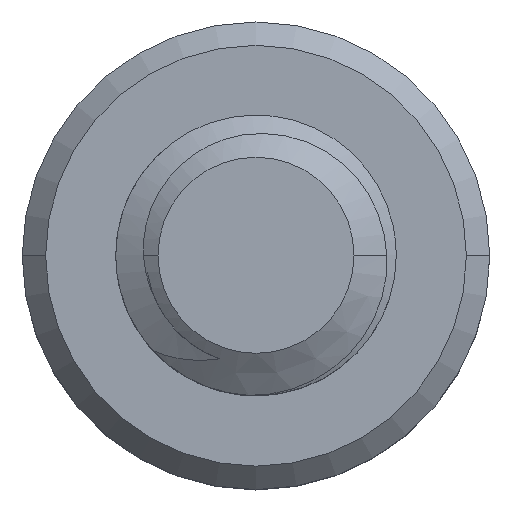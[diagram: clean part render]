
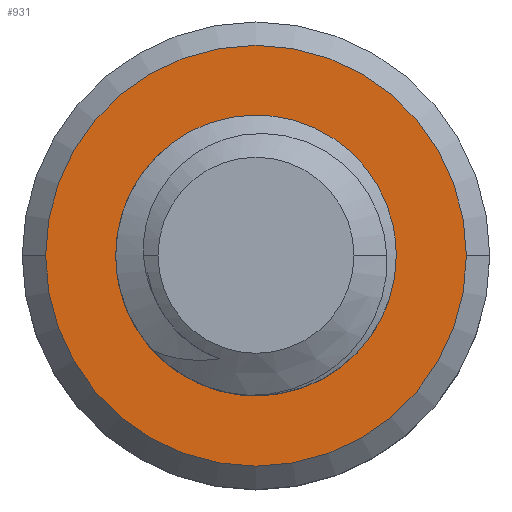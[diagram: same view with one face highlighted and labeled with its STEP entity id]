
A CAD part, top view. The second image highlights one B-rep face of the part: STEP entity #931.
In plain terms, the highlighted planar face has unit normal (0, 0, 1).
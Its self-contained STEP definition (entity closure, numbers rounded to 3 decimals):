
#18 = CARTESIAN_POINT ( 'NONE',  ( -2.724, 0.975, -6. ) ) ;
#50 = CIRCLE ( 'NONE', #559, 4.5 ) ;
#75 = ORIENTED_EDGE ( 'NONE', *, *, #1483, .T. ) ;
#93 = CARTESIAN_POINT ( 'NONE',  ( 1.023, 2.73, -6. ) ) ;
#100 = CARTESIAN_POINT ( 'NONE',  ( 2.583, 0.156, -6. ) ) ;
#161 = DIRECTION ( 'NONE',  ( 0., 0., 1. ) ) ;
#168 = EDGE_CURVE ( 'NONE', #1516, #2244, #1426, .T. ) ;
#172 = ORIENTED_EDGE ( 'NONE', *, *, #168, .T. ) ;
#174 = DIRECTION ( 'NONE',  ( 1., 0., 0. ) ) ;
#181 = CARTESIAN_POINT ( 'NONE',  ( -1.954, -1.703, -6. ) ) ;
#192 = CARTESIAN_POINT ( 'NONE',  ( 0., 0., -6. ) ) ;
#275 = CARTESIAN_POINT ( 'NONE',  ( 1.574, 2.365, -6. ) ) ;
#286 = CARTESIAN_POINT ( 'NONE',  ( 2.532, -0.24, -6. ) ) ;
#306 = VERTEX_POINT ( 'NONE', #2236 ) ;
#342 = ORIENTED_EDGE ( 'NONE', *, *, #832, .T. ) ;
#382 = CARTESIAN_POINT ( 'NONE',  ( -2.419, 1.711, -6. ) ) ;
#388 = DIRECTION ( 'NONE',  ( -1., 0., 0. ) ) ;
#467 = AXIS2_PLACEMENT_3D ( 'NONE', #2415, #1283, #174 ) ;
#469 = CARTESIAN_POINT ( 'NONE',  ( 1.863, 2.09, -6. ) ) ;
#475 = CARTESIAN_POINT ( 'NONE',  ( 2.42, -0.621, -6. ) ) ;
#514 = CARTESIAN_POINT ( 'NONE',  ( 1.647, -1.677, -6. ) ) ;
#559 = AXIS2_PLACEMENT_3D ( 'NONE', #1696, #590, #1889 ) ;
#565 = CARTESIAN_POINT ( 'NONE',  ( -2.102, 2.141, -6. ) ) ;
#573 = CARTESIAN_POINT ( 'NONE',  ( -2.505, -0.962, -6. ) ) ;
#590 = DIRECTION ( 'NONE',  ( 0., 0., 1. ) ) ;
#632 = CIRCLE ( 'NONE', #1324, 3. ) ;
#645 = CARTESIAN_POINT ( 'NONE',  ( 2.189, 1.676, -6. ) ) ;
#660 = CARTESIAN_POINT ( 'NONE',  ( 2.251, -0.981, -6. ) ) ;
#743 = CARTESIAN_POINT ( 'NONE',  ( 0., -2.35, -6. ) ) ;
#767 = CARTESIAN_POINT ( 'NONE',  ( -2.659, -0.593, -6. ) ) ;
#808 = ORIENTED_EDGE ( 'NONE', *, *, #1312, .F. ) ;
#832 = EDGE_CURVE ( 'NONE', #1049, #2269, #50, .T. ) ;
#836 = CARTESIAN_POINT ( 'NONE',  ( 0., 3., -6. ) ) ;
#845 = CARTESIAN_POINT ( 'NONE',  ( 2.463, 1.071, -6. ) ) ;
#854 = CARTESIAN_POINT ( 'NONE',  ( 1.859, -1.513, -6. ) ) ;
#923 = CARTESIAN_POINT ( 'NONE',  ( -0.53, -2.364, -6. ) ) ;
#931 = ADVANCED_FACE ( 'NONE', ( #1553, #2044 ), #1904, .F. ) ;
#949 = CARTESIAN_POINT ( 'NONE',  ( -2.757, -0.209, -6. ) ) ;
#952 = CARTESIAN_POINT ( 'NONE',  ( -2.102, 2.141, -6. ) ) ;
#978 = DIRECTION ( 'NONE',  ( -1., 0., 0. ) ) ;
#1027 = CARTESIAN_POINT ( 'NONE',  ( 2.555, 0.685, -6. ) ) ;
#1036 = ORIENTED_EDGE ( 'NONE', *, *, #2116, .T. ) ;
#1049 = VERTEX_POINT ( 'NONE', #1407 ) ;
#1101 = AXIS2_PLACEMENT_3D ( 'NONE', #192, #1485, #388 ) ;
#1118 = CARTESIAN_POINT ( 'NONE',  ( -1.298, -2.154, -6. ) ) ;
#1138 = CARTESIAN_POINT ( 'NONE',  ( -2.806, 0.454, -6. ) ) ;
#1200 = CARTESIAN_POINT ( 'NONE',  ( 0.524, 2.919, -6. ) ) ;
#1212 = CARTESIAN_POINT ( 'NONE',  ( 2.586, 0.287, -6. ) ) ;
#1220 = CARTESIAN_POINT ( 'NONE',  ( 0., -2.35, -6. ) ) ;
#1268 = CARTESIAN_POINT ( 'NONE',  ( 0., 0., -6. ) ) ;
#1283 = DIRECTION ( 'NONE',  ( 0., 0., -1. ) ) ;
#1289 = CARTESIAN_POINT ( 'NONE',  ( -1.751, -1.873, -6. ) ) ;
#1312 = EDGE_CURVE ( 'NONE', #306, #2244, #632, .T. ) ;
#1313 = CARTESIAN_POINT ( 'NONE',  ( -2.644, 1.234, -6. ) ) ;
#1322 = CIRCLE ( 'NONE', #467, 2.35 ) ;
#1324 = AXIS2_PLACEMENT_3D ( 'NONE', #1268, #161, #1453 ) ;
#1380 = CARTESIAN_POINT ( 'NONE',  ( 1.255, 2.602, -6. ) ) ;
#1385 = CARTESIAN_POINT ( 'NONE',  ( 2.556, -0.107, -6. ) ) ;
#1407 = CARTESIAN_POINT ( 'NONE',  ( -4.5, 0., -6. ) ) ;
#1426 = B_SPLINE_CURVE_WITH_KNOTS ( 'NONE', 3,
 ( #743, #2041, #923, #2232, #1118, #2419, #1289, #181, #1471, #1797, #1940, #1683, #573, #1871, #767, #2068, #949, #2260, #1138, #18, #1313, #382, #1667, #565 ),
 .UNSPECIFIED., .F., .F.,
 ( 4, 2, 2, 2, 2, 2, 2, 2, 2, 2, 2, 4 ),
 ( 0., 0.001, 0.002, 0.002, 0.002, 0.003, 0.003, 0.004, 0.004, 0.005, 0.006, 0.006 ),
 .UNSPECIFIED. ) ;
#1453 = DIRECTION ( 'NONE',  ( 1., 0., 0. ) ) ;
#1471 = CARTESIAN_POINT ( 'NONE',  ( -2.048, -1.611, -6. ) ) ;
#1483 = EDGE_CURVE ( 'NONE', #306, #1606, #1712, .T. ) ;
#1485 = DIRECTION ( 'NONE',  ( 0., 0., 1. ) ) ;
#1514 = CARTESIAN_POINT ( 'NONE',  ( 0., 0., -6. ) ) ;
#1516 = VERTEX_POINT ( 'NONE', #1220 ) ;
#1553 = FACE_OUTER_BOUND ( 'NONE', #2065, .T. ) ;
#1567 = CARTESIAN_POINT ( 'NONE',  ( 1.675, 2.277, -6. ) ) ;
#1569 = EDGE_LOOP ( 'NONE', ( #808, #75, #1036, #172 ) ) ;
#1574 = CARTESIAN_POINT ( 'NONE',  ( 2.464, -0.497, -6. ) ) ;
#1606 = VERTEX_POINT ( 'NONE', #514 ) ;
#1667 = CARTESIAN_POINT ( 'NONE',  ( -2.274, 1.937, -6. ) ) ;
#1672 = ORIENTED_EDGE ( 'NONE', *, *, #2223, .T. ) ;
#1683 = CARTESIAN_POINT ( 'NONE',  ( -2.443, -1.078, -6. ) ) ;
#1696 = CARTESIAN_POINT ( 'NONE',  ( 0., 0., -6. ) ) ;
#1712 = B_SPLINE_CURVE_WITH_KNOTS ( 'NONE', 3,
 ( #836, #1944, #1200, #93, #1380, #275, #1567, #469, #1764, #645, #1949, #845, #2153, #1027, #2339, #1212, #100, #1385, #286, #1574, #475, #1770, #660, #1957, #854, #2162 ),
 .UNSPECIFIED., .F., .F.,
 ( 4, 2, 2, 2, 2, 2, 2, 2, 2, 2, 2, 2, 4 ),
 ( 0., 0.001, 0.002, 0.002, 0.002, 0.003, 0.004, 0.004, 0.004, 0.005, 0.005, 0.006, 0.006 ),
 .UNSPECIFIED. ) ;
#1764 = CARTESIAN_POINT ( 'NONE',  ( 1.95, 1.991, -6. ) ) ;
#1770 = CARTESIAN_POINT ( 'NONE',  ( 2.314, -0.863, -6. ) ) ;
#1797 = CARTESIAN_POINT ( 'NONE',  ( -2.222, -1.411, -6. ) ) ;
#1871 = CARTESIAN_POINT ( 'NONE',  ( -2.613, -0.719, -6. ) ) ;
#1883 = CARTESIAN_POINT ( 'NONE',  ( 4.5, 0., -6. ) ) ;
#1889 = DIRECTION ( 'NONE',  ( -1., 0., 0. ) ) ;
#1904 = PLANE ( 'NONE',  #2308 ) ;
#1940 = CARTESIAN_POINT ( 'NONE',  ( -2.302, -1.302, -6. ) ) ;
#1944 = CARTESIAN_POINT ( 'NONE',  ( 0.266, 2.978, -6. ) ) ;
#1949 = CARTESIAN_POINT ( 'NONE',  ( 2.322, 1.44, -6. ) ) ;
#1957 = CARTESIAN_POINT ( 'NONE',  ( 2.035, -1.317, -6. ) ) ;
#2041 = CARTESIAN_POINT ( 'NONE',  ( -0.266, -2.379, -6. ) ) ;
#2044 = FACE_BOUND ( 'NONE', #1569, .T. ) ;
#2065 = EDGE_LOOP ( 'NONE', ( #342, #1672 ) ) ;
#2068 = CARTESIAN_POINT ( 'NONE',  ( -2.73, -0.338, -6. ) ) ;
#2102 = CIRCLE ( 'NONE', #1101, 4.5 ) ;
#2103 = DIRECTION ( 'NONE',  ( 0., 0., -1. ) ) ;
#2116 = EDGE_CURVE ( 'NONE', #1606, #1516, #1322, .T. ) ;
#2153 = CARTESIAN_POINT ( 'NONE',  ( 2.5, 0.945, -6. ) ) ;
#2162 = CARTESIAN_POINT ( 'NONE',  ( 1.647, -1.677, -6. ) ) ;
#2223 = EDGE_CURVE ( 'NONE', #2269, #1049, #2102, .T. ) ;
#2232 = CARTESIAN_POINT ( 'NONE',  ( -1.051, -2.251, -6. ) ) ;
#2236 = CARTESIAN_POINT ( 'NONE',  ( 0., 3., -6. ) ) ;
#2244 = VERTEX_POINT ( 'NONE', #952 ) ;
#2260 = CARTESIAN_POINT ( 'NONE',  ( -2.809, 0.184, -6. ) ) ;
#2269 = VERTEX_POINT ( 'NONE', #1883 ) ;
#2308 = AXIS2_PLACEMENT_3D ( 'NONE', #1514, #2103, #978 ) ;
#2339 = CARTESIAN_POINT ( 'NONE',  ( 2.572, 0.552, -6. ) ) ;
#2415 = CARTESIAN_POINT ( 'NONE',  ( 0., 0., -6. ) ) ;
#2419 = CARTESIAN_POINT ( 'NONE',  ( -1.642, -1.95, -6. ) ) ;
